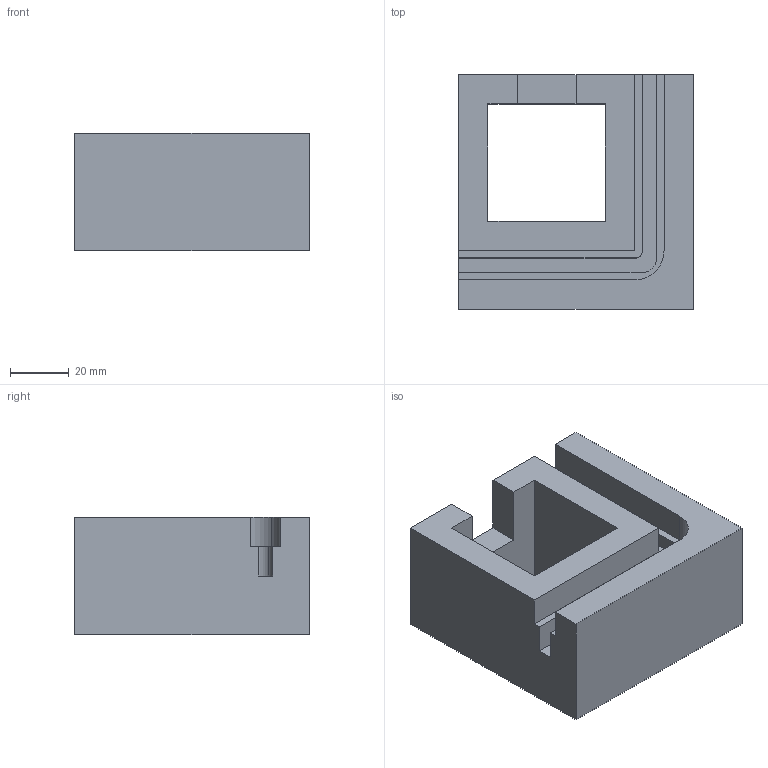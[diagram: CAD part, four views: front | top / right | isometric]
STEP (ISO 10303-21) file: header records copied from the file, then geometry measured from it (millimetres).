
FILE_DESCRIPTION(('produced by SPATIAL CORP'),'2;1');
FILE_NAME('ex47.hh.sat.stp', '2002-04-19T11:06:07+00:00',('SPATIAL CORP'),('SPATIAL CORP'), 'ACIS STEP Husk','http://www.spatial.com','SPATIAL CORP');
FILE_SCHEMA(('CONFIG_CONTROL_DESIGN'));
Length unit declared in the file: millimetre
Products named in the file (1): PRODUCT_ID_1
Bounding box: 80 x 80 x 40 mm (x, y, z)
Volume: 168759.7 mm3; surface area: 33227 mm2
Topology: 1 solids, 1 shells, 31 faces, 90 edges, 60 vertices
Faces by surface type: plane 25, cylinder 6
Entity records: 1026 total; most frequent: ORIENTED_EDGE 180, CARTESIAN_POINT 164, DIRECTION 136, EDGE_CURVE 90, VECTOR 72, LINE 72, VERTEX_POINT 60, EDGE_LOOP 32
